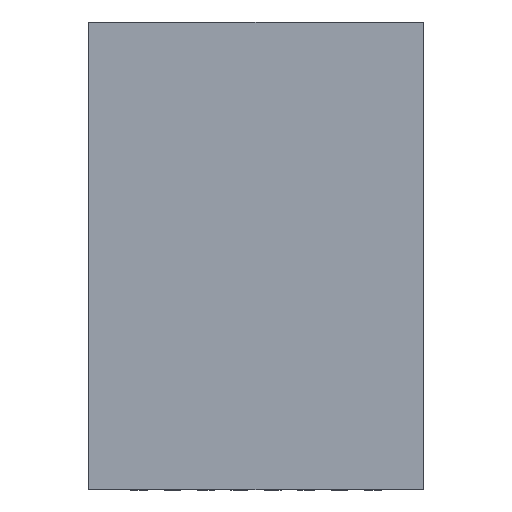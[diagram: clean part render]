
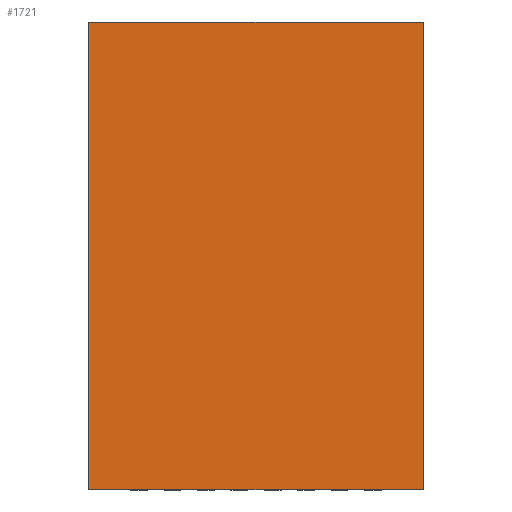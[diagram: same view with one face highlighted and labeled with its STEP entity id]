
A CAD part, top view. The second image highlights one B-rep face of the part: STEP entity #1721.
In plain terms, the highlighted planar face has unit normal (0, 0, 1).
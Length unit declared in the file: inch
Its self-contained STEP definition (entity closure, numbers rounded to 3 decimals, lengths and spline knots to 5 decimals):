
#1721=ADVANCED_FACE('',(#3467),#3468,.T.);
#3467=FACE_OUTER_BOUND('',#5361,.T.);
#3468=PLANE('',#5362);
#5361=EDGE_LOOP('',(#9893,#9894,#9895,#9896));
#5362=AXIS2_PLACEMENT_3D('',#9897,#9898,#9899);
#9893=ORIENTED_EDGE('',*,*,#12284,.T.);
#9894=ORIENTED_EDGE('',*,*,#12237,.T.);
#9895=ORIENTED_EDGE('',*,*,#12468,.T.);
#9896=ORIENTED_EDGE('',*,*,#12313,.T.);
#9897=CARTESIAN_POINT('',(1.65,0.175,1.495));
#9898=DIRECTION('',(0.0,0.0,1.0));
#9899=DIRECTION('',(1.0,0.0,0.0));
#12237=EDGE_CURVE('',#15005,#15003,#15006,.T.);
#12284=EDGE_CURVE('',#15080,#15005,#15081,.T.);
#12313=EDGE_CURVE('',#15124,#15080,#15125,.T.);
#12468=EDGE_CURVE('',#15003,#15124,#15328,.T.);
#15003=VERTEX_POINT('',#18739);
#15005=VERTEX_POINT('',#18742);
#15006=LINE('',#18743,#18744);
#15080=VERTEX_POINT('',#18856);
#15081=LINE('',#18857,#18858);
#15124=VERTEX_POINT('',#18920);
#15125=LINE('',#18921,#18922);
#15328=LINE('',#19212,#19213);
#18739=CARTESIAN_POINT('',(4.15,3.675,1.495));
#18742=CARTESIAN_POINT('',(4.15,-3.325,1.495));
#18743=CARTESIAN_POINT('',(4.15,-3.325,1.495));
#18744=VECTOR('',#21386,1.0);
#18856=CARTESIAN_POINT('',(-0.85,-3.325,1.495));
#18857=CARTESIAN_POINT('',(-0.85,-3.325,1.495));
#18858=VECTOR('',#21431,1.0);
#18920=CARTESIAN_POINT('',(-0.85,3.675,1.495));
#18921=CARTESIAN_POINT('',(-0.85,3.675,1.495));
#18922=VECTOR('',#21457,1.0);
#19212=CARTESIAN_POINT('',(4.15,3.675,1.495));
#19213=VECTOR('',#21587,1.0);
#21386=DIRECTION('',(0.0,1.0,0.0));
#21431=DIRECTION('',(1.0,0.0,0.0));
#21457=DIRECTION('',(0.0,-1.0,0.0));
#21587=DIRECTION('',(-1.0,0.0,0.0));
